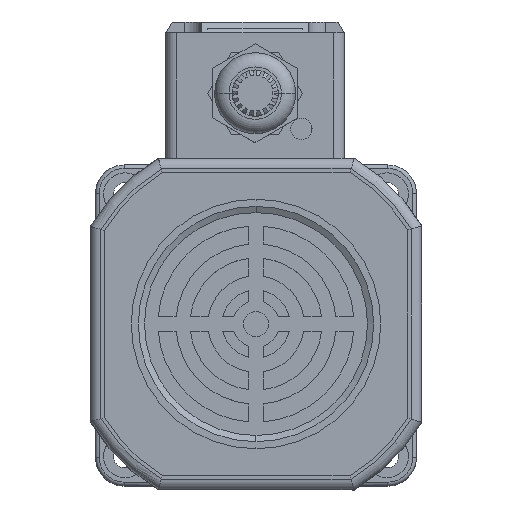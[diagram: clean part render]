
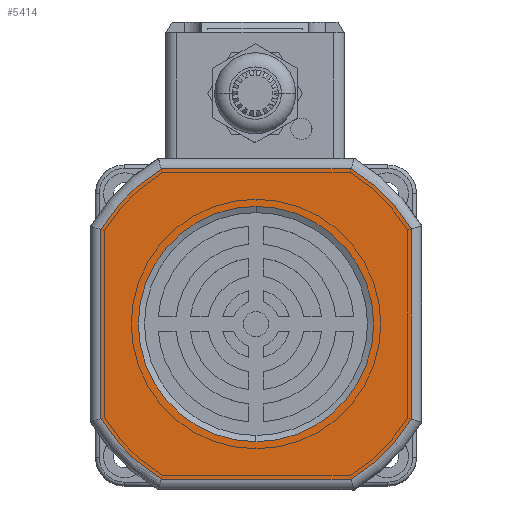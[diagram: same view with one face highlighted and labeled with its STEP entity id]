
A CAD part, top view. The second image highlights one B-rep face of the part: STEP entity #5414.
In plain terms, the highlighted face is planar.
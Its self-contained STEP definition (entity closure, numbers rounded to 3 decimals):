
#1005 = VERTEX_POINT ( 'NONE', #6243 ) ;
#1516 = DIRECTION ( 'NONE',  ( 0., -1., 0. ) ) ;
#1811 = CARTESIAN_POINT ( 'NONE',  ( 0., 0., 0. ) ) ;
#2360 = ORIENTED_EDGE ( 'NONE', *, *, #19695, .T. ) ;
#2905 = AXIS2_PLACEMENT_3D ( 'NONE', #27664, #11881, #30308 ) ;
#3026 = CARTESIAN_POINT ( 'NONE',  ( -26.572, 0., -43.5 ) ) ;
#3341 = PLANE ( 'NONE',  #2905 ) ;
#3678 = AXIS2_PLACEMENT_3D ( 'NONE', #1811, #20300, #4563 ) ;
#4029 = CARTESIAN_POINT ( 'NONE',  ( 26.673, 0., 43.5 ) ) ;
#4241 = VERTEX_POINT ( 'NONE', #33332 ) ;
#4563 = DIRECTION ( 'NONE',  ( 0., 0., -1. ) ) ;
#4743 = VERTEX_POINT ( 'NONE', #12698 ) ;
#5097 = CIRCLE ( 'NONE', #14939, 51. ) ;
#5193 = FACE_OUTER_BOUND ( 'NONE', #20370, .T. ) ;
#5414 = ADVANCED_FACE ( 'NONE', ( #5193, #13887 ), #3341, .F. ) ;
#5674 = ORIENTED_EDGE ( 'NONE', *, *, #19939, .T. ) ;
#5852 = EDGE_LOOP ( 'NONE', ( #25077, #6349 ) ) ;
#6243 = CARTESIAN_POINT ( 'NONE',  ( 26.673, 0., -43.5 ) ) ;
#6349 = ORIENTED_EDGE ( 'NONE', *, *, #27523, .F. ) ;
#6564 = CARTESIAN_POINT ( 'NONE',  ( 0.05, 0., 0. ) ) ;
#7322 = ORIENTED_EDGE ( 'NONE', *, *, #22281, .T. ) ;
#8714 = VERTEX_POINT ( 'NONE', #3026 ) ;
#9210 = DIRECTION ( 'NONE',  ( 0., 0., 1. ) ) ;
#10244 = VERTEX_POINT ( 'NONE', #13066 ) ;
#10900 = DIRECTION ( 'NONE',  ( 0., -1., 0. ) ) ;
#11140 = CIRCLE ( 'NONE', #33269, 51. ) ;
#11490 = CARTESIAN_POINT ( 'NONE',  ( 43.5, 0., 26.705 ) ) ;
#11641 = LINE ( 'NONE', #18855, #24845 ) ;
#11719 = AXIS2_PLACEMENT_3D ( 'NONE', #13135, #31529, #15759 ) ;
#11881 = DIRECTION ( 'NONE',  ( 0., 1., 0. ) ) ;
#12426 = VECTOR ( 'NONE', #20828, 1000. ) ;
#12698 = CARTESIAN_POINT ( 'NONE',  ( -43.5, 0., 26.54 ) ) ;
#13066 = CARTESIAN_POINT ( 'NONE',  ( 0., 0., -33. ) ) ;
#13135 = CARTESIAN_POINT ( 'NONE',  ( 0., 0., 0. ) ) ;
#13243 = ORIENTED_EDGE ( 'NONE', *, *, #20518, .T. ) ;
#13365 = LINE ( 'NONE', #32988, #27353 ) ;
#13735 = DIRECTION ( 'NONE',  ( 0., -1., 0. ) ) ;
#13887 = FACE_BOUND ( 'NONE', #5852, .T. ) ;
#14556 = CIRCLE ( 'NONE', #30607, 51. ) ;
#14939 = AXIS2_PLACEMENT_3D ( 'NONE', #26708, #10900, #29323 ) ;
#14965 = CARTESIAN_POINT ( 'NONE',  ( 43.5, 0., -26.705 ) ) ;
#15759 = DIRECTION ( 'NONE',  ( 0., 0., -1. ) ) ;
#15822 = CARTESIAN_POINT ( 'NONE',  ( 0., 0., 33. ) ) ;
#17400 = CARTESIAN_POINT ( 'NONE',  ( 0.05, 0., 0. ) ) ;
#17661 = VERTEX_POINT ( 'NONE', #23025 ) ;
#17727 = ORIENTED_EDGE ( 'NONE', *, *, #20805, .T. ) ;
#18179 = CIRCLE ( 'NONE', #11719, 33. ) ;
#18691 = VECTOR ( 'NONE', #18943, 1000. ) ;
#18855 = CARTESIAN_POINT ( 'NONE',  ( 43.5, 0., 0. ) ) ;
#18943 = DIRECTION ( 'NONE',  ( 0., 0., -1. ) ) ;
#19047 = CIRCLE ( 'NONE', #20614, 51. ) ;
#19356 = EDGE_CURVE ( 'NONE', #4743, #4241, #21151, .T. ) ;
#19695 = EDGE_CURVE ( 'NONE', #4241, #8714, #5097, .T. ) ;
#19939 = EDGE_CURVE ( 'NONE', #8714, #1005, #13365, .T. ) ;
#20013 = DIRECTION ( 'NONE',  ( 0., 0., 1. ) ) ;
#20300 = DIRECTION ( 'NONE',  ( 0., -1., 0. ) ) ;
#20370 = EDGE_LOOP ( 'NONE', ( #21551, #2360, #5674, #13243, #17727, #25840, #7322, #34057 ) ) ;
#20518 = EDGE_CURVE ( 'NONE', #1005, #31280, #19047, .T. ) ;
#20614 = AXIS2_PLACEMENT_3D ( 'NONE', #17400, #1516, #20013 ) ;
#20805 = EDGE_CURVE ( 'NONE', #31280, #32626, #11641, .T. ) ;
#20828 = DIRECTION ( 'NONE',  ( -1., 0., 0. ) ) ;
#21019 = LINE ( 'NONE', #23519, #12426 ) ;
#21059 = EDGE_CURVE ( 'NONE', #32626, #22169, #14556, .T. ) ;
#21151 = LINE ( 'NONE', #29453, #18691 ) ;
#21494 = DIRECTION ( 'NONE',  ( 0., 0., 1. ) ) ;
#21551 = ORIENTED_EDGE ( 'NONE', *, *, #19356, .T. ) ;
#22169 = VERTEX_POINT ( 'NONE', #4029 ) ;
#22281 = EDGE_CURVE ( 'NONE', #22169, #17661, #21019, .T. ) ;
#22649 = EDGE_CURVE ( 'NONE', #17661, #4743, #11140, .T. ) ;
#23025 = CARTESIAN_POINT ( 'NONE',  ( -26.572, 0., 43.5 ) ) ;
#23027 = EDGE_CURVE ( 'NONE', #10244, #23785, #23091, .T. ) ;
#23091 = CIRCLE ( 'NONE', #3678, 33. ) ;
#23519 = CARTESIAN_POINT ( 'NONE',  ( 0.05, 0., 43.5 ) ) ;
#23785 = VERTEX_POINT ( 'NONE', #15822 ) ;
#24845 = VECTOR ( 'NONE', #21494, 1000. ) ;
#24998 = DIRECTION ( 'NONE',  ( 0., -1., 0. ) ) ;
#25074 = DIRECTION ( 'NONE',  ( 1., 0., 0. ) ) ;
#25077 = ORIENTED_EDGE ( 'NONE', *, *, #23027, .F. ) ;
#25840 = ORIENTED_EDGE ( 'NONE', *, *, #21059, .T. ) ;
#26708 = CARTESIAN_POINT ( 'NONE',  ( 0.05, 0., 0. ) ) ;
#27353 = VECTOR ( 'NONE', #25074, 1000. ) ;
#27523 = EDGE_CURVE ( 'NONE', #23785, #10244, #18179, .T. ) ;
#27664 = CARTESIAN_POINT ( 'NONE',  ( 0.05, 0., 0. ) ) ;
#29323 = DIRECTION ( 'NONE',  ( 0., 0., 1. ) ) ;
#29453 = CARTESIAN_POINT ( 'NONE',  ( -43.5, 0., 0. ) ) ;
#29462 = CARTESIAN_POINT ( 'NONE',  ( 0.05, 0., 0. ) ) ;
#30308 = DIRECTION ( 'NONE',  ( 0., 0., 1. ) ) ;
#30607 = AXIS2_PLACEMENT_3D ( 'NONE', #6564, #24998, #9210 ) ;
#31280 = VERTEX_POINT ( 'NONE', #14965 ) ;
#31529 = DIRECTION ( 'NONE',  ( 0., -1., 0. ) ) ;
#32124 = DIRECTION ( 'NONE',  ( 0., 0., 1. ) ) ;
#32626 = VERTEX_POINT ( 'NONE', #11490 ) ;
#32988 = CARTESIAN_POINT ( 'NONE',  ( 0.05, 0., -43.5 ) ) ;
#33269 = AXIS2_PLACEMENT_3D ( 'NONE', #29462, #13735, #32124 ) ;
#33332 = CARTESIAN_POINT ( 'NONE',  ( -43.5, 0., -26.54 ) ) ;
#34057 = ORIENTED_EDGE ( 'NONE', *, *, #22649, .T. ) ;
